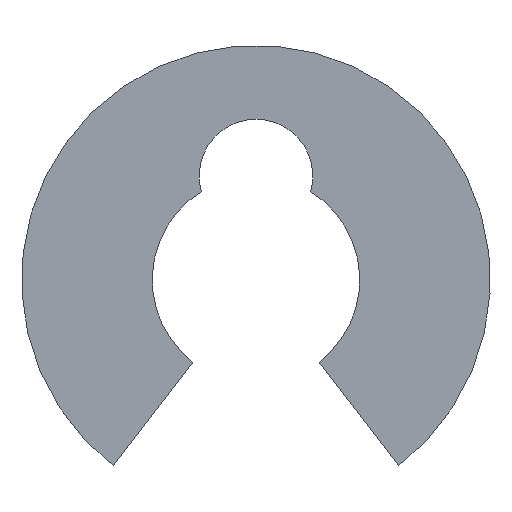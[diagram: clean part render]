
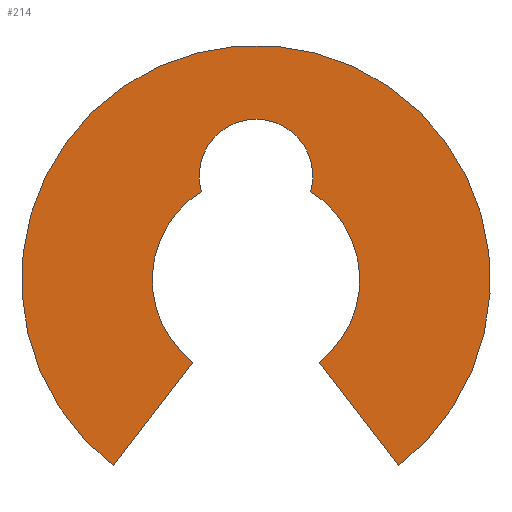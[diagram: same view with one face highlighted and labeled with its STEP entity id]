
A CAD part, front view. The second image highlights one B-rep face of the part: STEP entity #214.
In plain terms, the highlighted planar face has unit normal (0, -1, 0).
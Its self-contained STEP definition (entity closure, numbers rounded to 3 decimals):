
#4 = VECTOR ( 'NONE', #93, 1000. ) ;
#10 = DIRECTION ( 'NONE',  ( 0., 0., 1. ) ) ;
#12 = CARTESIAN_POINT ( 'NONE',  ( 0., -1.587, 0. ) ) ;
#22 = CARTESIAN_POINT ( 'NONE',  ( 0., -1.587, 0. ) ) ;
#23 = VERTEX_POINT ( 'NONE', #122 ) ;
#26 = DIRECTION ( 'NONE',  ( 0., 1., 0. ) ) ;
#43 = CIRCLE ( 'NONE', #255, 2.108 ) ;
#59 = CIRCLE ( 'NONE', #99, 1.154 ) ;
#65 = CIRCLE ( 'NONE', #286, 2.108 ) ;
#83 = CARTESIAN_POINT ( 'NONE',  ( 0., -1.587, 0. ) ) ;
#93 = DIRECTION ( 'NONE',  ( -0.609, 0., -0.793 ) ) ;
#97 = ORIENTED_EDGE ( 'NONE', *, *, #223, .F. ) ;
#99 = AXIS2_PLACEMENT_3D ( 'NONE', #271, #128, #295 ) ;
#100 = ORIENTED_EDGE ( 'NONE', *, *, #115, .T. ) ;
#101 = VERTEX_POINT ( 'NONE', #246 ) ;
#104 = EDGE_CURVE ( 'NONE', #283, #222, #43, .T. ) ;
#115 = EDGE_CURVE ( 'NONE', #23, #101, #65, .T. ) ;
#118 = DIRECTION ( 'NONE',  ( 0., 0., 1. ) ) ;
#122 = CARTESIAN_POINT ( 'NONE',  ( -1.283, -1.587, -1.673 ) ) ;
#128 = DIRECTION ( 'NONE',  ( 0., -1., 0. ) ) ;
#129 = AXIS2_PLACEMENT_3D ( 'NONE', #12, #183, #275 ) ;
#136 = CARTESIAN_POINT ( 'NONE',  ( 0., -1.587, 0. ) ) ;
#138 = LINE ( 'NONE', #305, #4 ) ;
#140 = ORIENTED_EDGE ( 'NONE', *, *, #158, .T. ) ;
#144 = VERTEX_POINT ( 'NONE', #248 ) ;
#148 = DIRECTION ( 'NONE',  ( 0.609, 0., -0.793 ) ) ;
#152 = CIRCLE ( 'NONE', #215, 4.763 ) ;
#158 = EDGE_CURVE ( 'NONE', #222, #144, #225, .T. ) ;
#159 = DIRECTION ( 'NONE',  ( 0., 1., 0. ) ) ;
#163 = VERTEX_POINT ( 'NONE', #185 ) ;
#181 = PLANE ( 'NONE',  #129 ) ;
#183 = DIRECTION ( 'NONE',  ( 0., 1., 0. ) ) ;
#185 = CARTESIAN_POINT ( 'NONE',  ( -2.899, -1.587, -3.778 ) ) ;
#195 = DIRECTION ( 'NONE',  ( 0., 1., 0. ) ) ;
#206 = FACE_OUTER_BOUND ( 'NONE', #221, .T. ) ;
#211 = EDGE_CURVE ( 'NONE', #163, #144, #152, .T. ) ;
#214 = ADVANCED_FACE ( 'NONE', ( #206 ), #181, .F. ) ;
#215 = AXIS2_PLACEMENT_3D ( 'NONE', #83, #159, #10 ) ;
#221 = EDGE_LOOP ( 'NONE', ( #100, #97, #257, #140, #290, #265 ) ) ;
#222 = VERTEX_POINT ( 'NONE', #273 ) ;
#223 = EDGE_CURVE ( 'NONE', #283, #101, #59, .T. ) ;
#225 = LINE ( 'NONE', #136, #263 ) ;
#246 = CARTESIAN_POINT ( 'NONE',  ( -1.11, -1.587, 1.792 ) ) ;
#248 = CARTESIAN_POINT ( 'NONE',  ( 2.899, -1.587, -3.778 ) ) ;
#255 = AXIS2_PLACEMENT_3D ( 'NONE', #22, #26, #118 ) ;
#257 = ORIENTED_EDGE ( 'NONE', *, *, #104, .T. ) ;
#263 = VECTOR ( 'NONE', #148, 1000. ) ;
#265 = ORIENTED_EDGE ( 'NONE', *, *, #302, .F. ) ;
#271 = CARTESIAN_POINT ( 'NONE',  ( 0., -1.587, 2.108 ) ) ;
#273 = CARTESIAN_POINT ( 'NONE',  ( 1.283, -1.587, -1.673 ) ) ;
#275 = DIRECTION ( 'NONE',  ( 0., 0., 1. ) ) ;
#280 = CARTESIAN_POINT ( 'NONE',  ( 1.11, -1.587, 1.792 ) ) ;
#283 = VERTEX_POINT ( 'NONE', #280 ) ;
#286 = AXIS2_PLACEMENT_3D ( 'NONE', #308, #195, #288 ) ;
#288 = DIRECTION ( 'NONE',  ( 0., 0., 1. ) ) ;
#290 = ORIENTED_EDGE ( 'NONE', *, *, #211, .F. ) ;
#295 = DIRECTION ( 'NONE',  ( 0., 0., -1. ) ) ;
#302 = EDGE_CURVE ( 'NONE', #23, #163, #138, .T. ) ;
#305 = CARTESIAN_POINT ( 'NONE',  ( 0., -1.587, 0. ) ) ;
#308 = CARTESIAN_POINT ( 'NONE',  ( 0., -1.587, 0. ) ) ;
